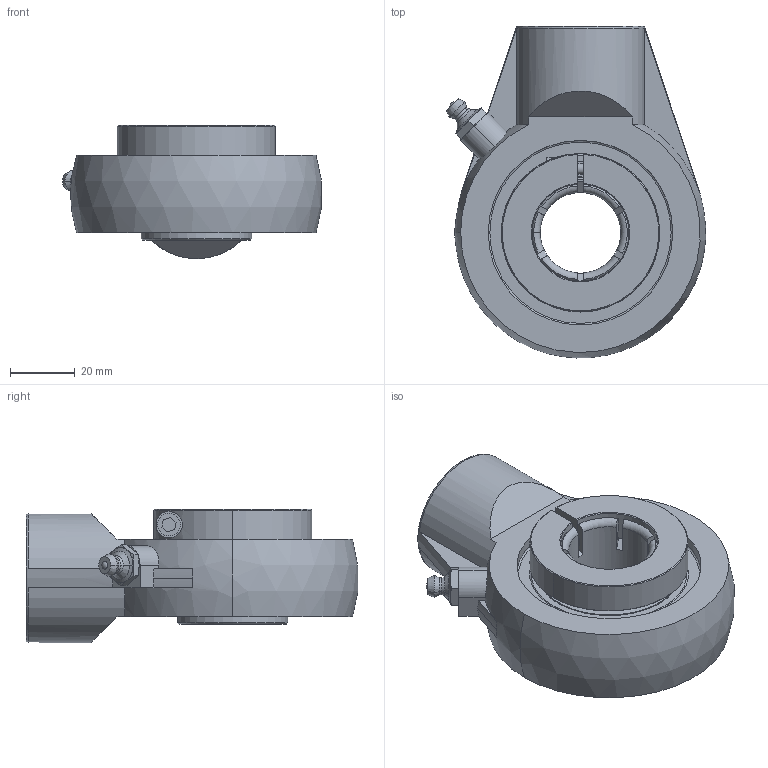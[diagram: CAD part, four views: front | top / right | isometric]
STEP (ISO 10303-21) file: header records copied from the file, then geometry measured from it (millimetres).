
FILE_DESCRIPTION(('HOOPS Exchange Step'),'2;1');
FILE_NAME('export-3A063388-26B5-4EE9-9ED3-A53E163016F1.stp','2019-12-13T13:42:58-08:00',('ibuslach'),('Alibre'),'HOOPS Exchange 2019.2','Alibre','Unknown authorisation');
FILE_SCHEMA( ('AP242_MANAGED_MODEL_BASED_3D_ENGINEERING_MIM_LF {1 0 10303 442 1 1 4 }') );
Length unit declared in the file: centimetre
Products named in the file (8): MRN SHA 205; ZERK 6mm; SUE 205 LOCK RING; SUE 205 RACES; SUE 205 SHIELD; SUE 204 BOLT; MRN SUE 205; MRN SUEHA 205
Assembly tree (8 placements, depth 3):
  MRN SUEHA 205
    MRN SHA 205
    ZERK 6mm
    MRN SUE 205
      SUE 205 LOCK RING
      SUE 205 RACES
      SUE 205 SHIELD  x2
      SUE 204 BOLT
Bounding box: 80.22 x 102.77 x 41.3 mm (x, y, z)
Volume: 118433.6 mm3; surface area: 43263.2 mm2
Topology: 8 solids, 8 shells, 228 faces, 624 edges, 415 vertices
Faces by surface type: plane 78, cylinder 58, cone 56, torus 25, sphere 7, bspline 4
Full cylindrical faces by diameter (mm): 1.482 x2, 3.242 x2, 4 x1, 6 x2, 7 x1, 19.05 x1, 25 x1, 34.225 x4, 34.733 x2, 44 x4, 57.143 x2
Entity records: 11696 total; most frequent: CARTESIAN_POINT 5883, DIRECTION 1219, ORIENTED_EDGE 1202, EDGE_CURVE 601, AXIS2_PLACEMENT_3D 514, VERTEX_POINT 401, CIRCLE 261, EDGE_LOOP 246
